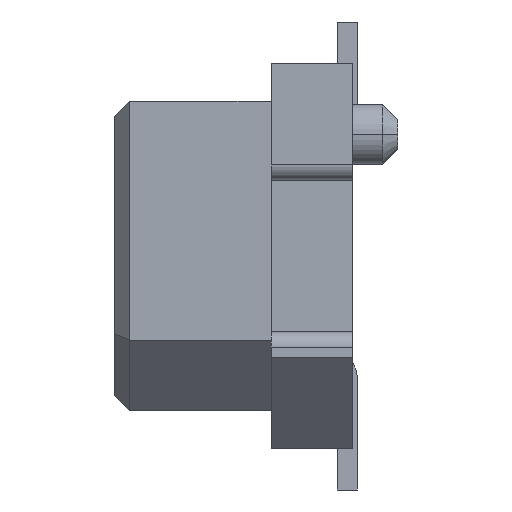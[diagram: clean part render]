
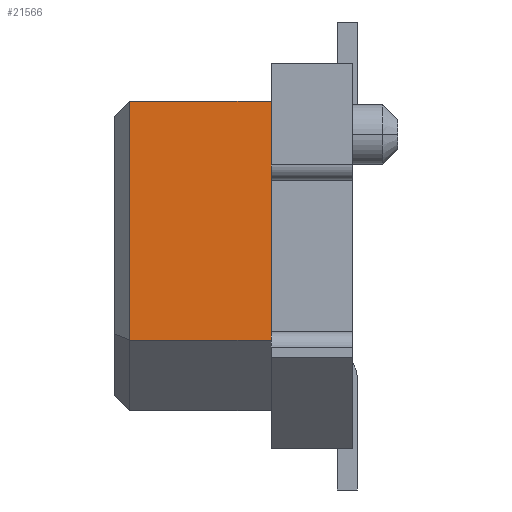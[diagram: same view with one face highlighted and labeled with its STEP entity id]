
A CAD part, left-side view. The second image highlights one B-rep face of the part: STEP entity #21566.
In plain terms, the highlighted planar face has unit normal (-1, 0, 0).
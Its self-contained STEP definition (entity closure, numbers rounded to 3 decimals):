
#981=DIRECTION('',(0.,0.,1.));
#982=VECTOR('',#981,2.36);
#983=CARTESIAN_POINT('',(-7.15,2.2,-0.83));
#984=LINE('',#983,#982);
#985=DIRECTION('',(0.,0.,-1.));
#986=VECTOR('',#985,2.36);
#987=CARTESIAN_POINT('',(-7.15,0.8,1.53));
#988=LINE('',#987,#986);
#989=DIRECTION('',(0.,1.,0.));
#990=VECTOR('',#989,1.4);
#991=CARTESIAN_POINT('',(-7.15,0.8,-0.83));
#992=LINE('',#991,#990);
#1005=DIRECTION('',(0.,1.,0.));
#1006=VECTOR('',#1005,1.4);
#1007=CARTESIAN_POINT('',(-7.15,0.8,1.53));
#1008=LINE('',#1007,#1006);
#16308=CARTESIAN_POINT('',(-7.15,0.8,1.53));
#16310=VERTEX_POINT('',#16308);
#16317=CARTESIAN_POINT('',(-7.15,0.8,-0.83));
#16318=VERTEX_POINT('',#16317);
#16983=CARTESIAN_POINT('',(-7.15,2.2,1.53));
#16984=VERTEX_POINT('',#16983);
#16985=CARTESIAN_POINT('',(-7.15,2.2,-0.83));
#16986=VERTEX_POINT('',#16985);
#21554=CARTESIAN_POINT('',(-7.15,1.5,0.35));
#21555=DIRECTION('',(1.,0.,0.));
#21556=DIRECTION('',(0.,0.,-1.));
#21557=AXIS2_PLACEMENT_3D('',#21554,#21555,#21556);
#21558=PLANE('',#21557);
#21559=ORIENTED_EDGE('',*,*,#21437,.T.);
#21561=ORIENTED_EDGE('',*,*,#21560,.F.);
#21562=ORIENTED_EDGE('',*,*,#19716,.T.);
#21563=ORIENTED_EDGE('',*,*,#21546,.T.);
#21564=EDGE_LOOP('',(#21559,#21561,#21562,#21563));
#21565=FACE_OUTER_BOUND('',#21564,.F.);
#21566=ADVANCED_FACE('',(#21565),#21558,.F.);
#19716=EDGE_CURVE('',#16310,#16318,#988,.T.);
#21437=EDGE_CURVE('',#16986,#16984,#984,.T.);
#21546=EDGE_CURVE('',#16318,#16986,#992,.T.);
#21560=EDGE_CURVE('',#16310,#16984,#1008,.T.);
